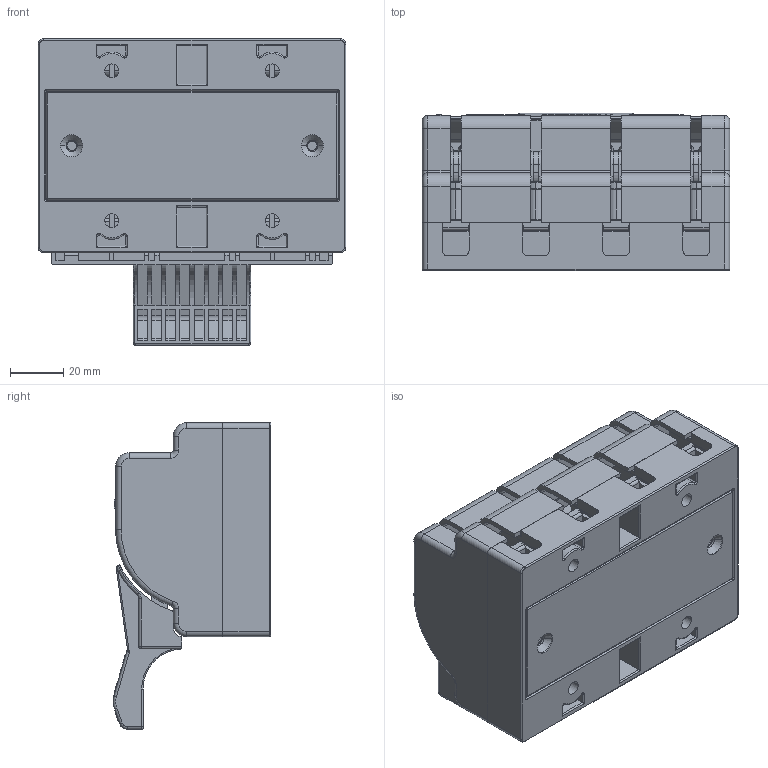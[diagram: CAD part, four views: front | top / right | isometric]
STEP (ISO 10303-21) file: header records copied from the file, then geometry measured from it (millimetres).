
FILE_DESCRIPTION((''),'2;1');
FILE_NAME('HD18-63-3_ASM','2022-10-09T',('Administrator'),(''),'PRO/ENGINEER BY PARAMETRIC TECHNOLOGY CORPORATION, 2009440','PRO/ENGINEER BY PARAMETRIC TECHNOLOGY CORPORATION, 2009440','');
FILE_SCHEMA(('CONFIG_CONTROL_DESIGN'));
Products named in the file (10): 63DIBAN; HOUCHUTOU; JIEXIANDUANZI; QIANCHUTOU; DAOPIAN; ZHAO; SHOUBIN; GAIBAN; FANGLUOMU; HD18-63-3_ASM
Assembly tree (32 placements, depth 2):
  HD18-63-3_ASM
    63DIBAN
    HOUCHUTOU  x5
    JIEXIANDUANZI  x10
    QIANCHUTOU  x5
    DAOPIAN  x6
    ZHAO
    SHOUBIN
    GAIBAN
    FANGLUOMU  x2
Bounding box: 115 x 58.99 x 114.6 mm (x, y, z)
Volume: 194626.7 mm3; surface area: 194825.7 mm2
Topology: 32 solids, 32 shells, 4478 faces, 12070 edges, 7818 vertices
Faces by surface type: plane 2343, cylinder 1150, extrusion 617, torus 231, bspline 79, sphere 54, cone 4
Entity records: 115248 total; most frequent: CARTESIAN_POINT 32473, ORIENTED_EDGE 18064, DIRECTION 15297, EDGE_CURVE 9032, VECTOR 6361, VERTEX_POINT 5804, LINE 5744, AXIS2_PLACEMENT_3D 4468
